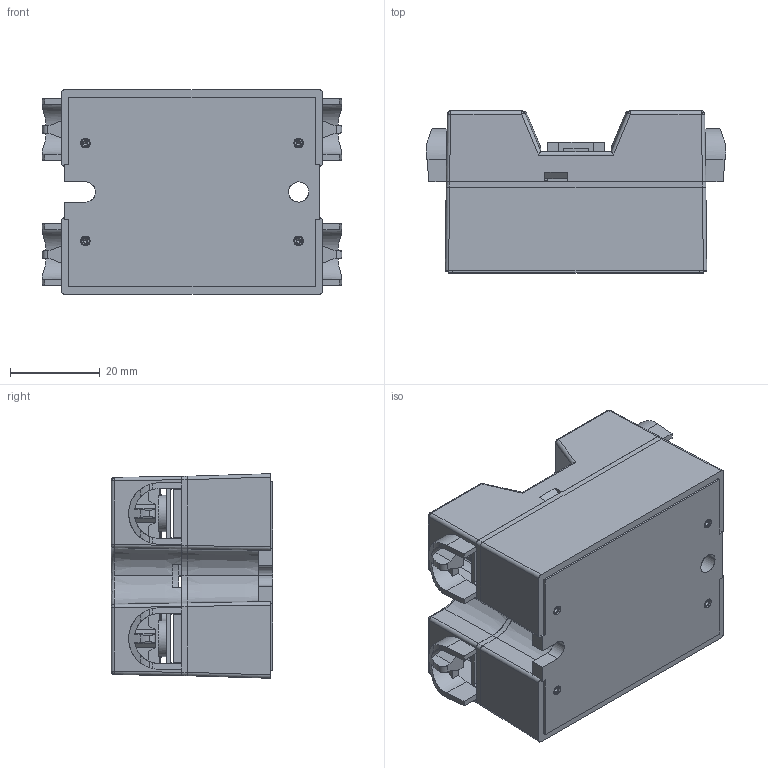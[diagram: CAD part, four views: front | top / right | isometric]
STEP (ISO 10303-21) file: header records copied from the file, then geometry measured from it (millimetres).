
FILE_DESCRIPTION (( 'STEP AP214' ), '1' );
FILE_NAME ('104804.STEP', '2016-12-13T17:27:54', ( '' ), ( '' ), 'SwSTEP 2.0', 'SolidWorks 2015', '' );
FILE_SCHEMA (( 'AUTOMOTIVE_DESIGN' ));
Length unit declared in the file: inch
Products named in the file (1): 104804
Bounding box: 66.93 x 36.2 x 45.72 mm (x, y, z)
Surface area: 24900.6 mm2 (no closed solid volume)
Topology: 0 solids, 457 shells, 457 faces, 2819 edges, 2787 vertices
Faces by surface type: plane 228, cylinder 134, cone 52, bspline 43
Entity records: 40226 total; most frequent: CARTESIAN_POINT 15320, DIRECTION 3114, EDGE_CURVE 2787, VERTEX_POINT 2787, ORIENTED_EDGE 2787, VECTOR 1746, LINE 1746, B_SPLINE_CURVE_WITH_KNOTS 695
